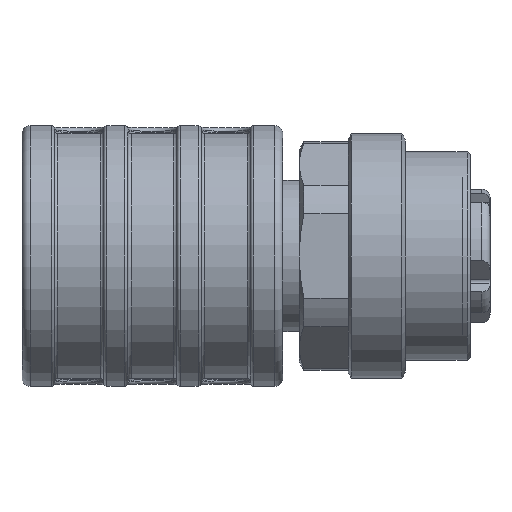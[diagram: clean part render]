
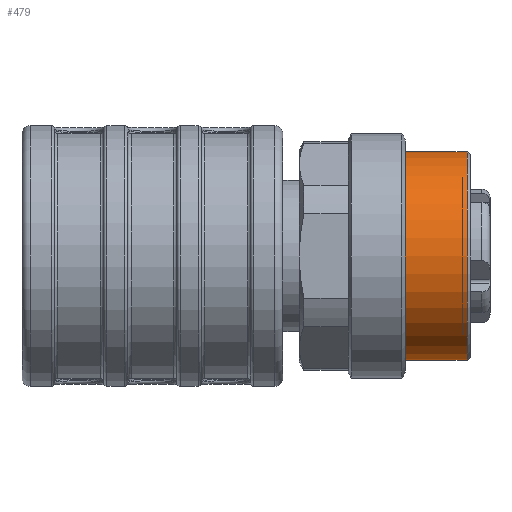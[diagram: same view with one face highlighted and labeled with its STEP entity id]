
A CAD part, front view. The second image highlights one B-rep face of the part: STEP entity #479.
In plain terms, the highlighted cylindrical face has radius 6.4 mm (diameter 12.8 mm), a full revolution.
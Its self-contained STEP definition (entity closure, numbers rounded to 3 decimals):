
#132=CYLINDRICAL_SURFACE('',#4826,6.4);
#380=FACE_BOUND('',#1123,.T.);
#381=FACE_BOUND('',#1124,.T.);
#479=ADVANCED_FACE('',(#380,#381),#132,.T.);
#1123=EDGE_LOOP('',(#1776));
#1124=EDGE_LOOP('',(#1777));
#1447=CIRCLE('',#4809,6.4);
#1452=CIRCLE('',#4825,6.4);
#1776=ORIENTED_EDGE('',*,*,#3487,.T.);
#1777=ORIENTED_EDGE('',*,*,#3522,.T.);
#3037=VERTEX_POINT('',#6875);
#3066=VERTEX_POINT('',#6986);
#3487=EDGE_CURVE('',#3037,#3037,#1447,.T.);
#3522=EDGE_CURVE('',#3066,#3066,#1452,.T.);
#4809=AXIS2_PLACEMENT_3D('',#6874,#5381,#5382);
#4825=AXIS2_PLACEMENT_3D('',#6985,#5431,#5432);
#4826=AXIS2_PLACEMENT_3D('',#6987,#5433,#5434);
#5381=DIRECTION('',(-1.,0.,0.));
#5382=DIRECTION('',(0.,0.866,-0.5));
#5431=DIRECTION('',(1.,0.,0.));
#5432=DIRECTION('',(0.,-0.5,-0.866));
#5433=DIRECTION('',(1.,0.,0.));
#5434=DIRECTION('',(0.,0.5,0.866));
#6874=CARTESIAN_POINT('',(62.896,-48.704,14.404));
#6875=CARTESIAN_POINT('',(62.896,-43.161,11.204));
#6985=CARTESIAN_POINT('',(59.096,-48.704,14.404));
#6986=CARTESIAN_POINT('',(59.096,-51.904,8.862));
#6987=CARTESIAN_POINT('',(63.096,-48.704,14.404));
